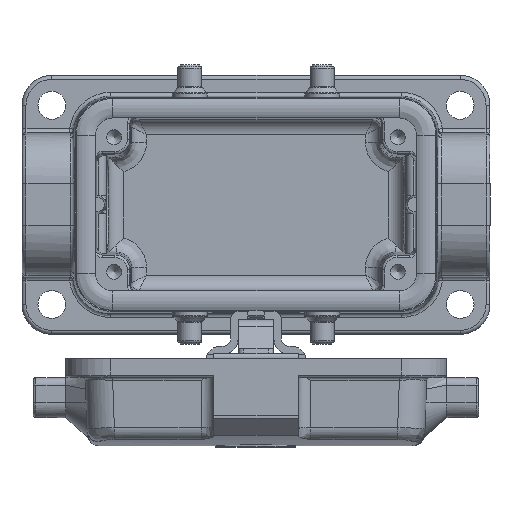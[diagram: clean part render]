
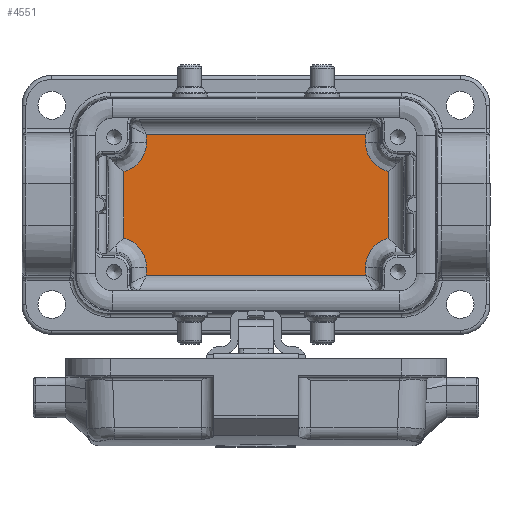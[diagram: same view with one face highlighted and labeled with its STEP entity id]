
A CAD part, top view. The second image highlights one B-rep face of the part: STEP entity #4551.
In plain terms, the highlighted planar face has unit normal (0, 0, 1).
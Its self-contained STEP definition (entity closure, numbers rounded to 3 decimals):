
#3847=FACE_OUTER_BOUND('',#6404,.T.);
#4551=ADVANCED_FACE('',(#3847),#5235,.F.);
#5235=PLANE('',#17744);
#6404=EDGE_LOOP('',(#7970,#7971,#7972,#7973,#7974,#7975,#7976,#7977,#7978,
#7979,#7980,#7981));
#7181=ELLIPSE('',#17695,6.002,6.);
#7183=ELLIPSE('',#17700,6.002,6.);
#7187=ELLIPSE('',#17707,6.002,6.);
#7189=ELLIPSE('',#17711,6.002,6.);
#7970=ORIENTED_EDGE('',*,*,#12775,.T.);
#7971=ORIENTED_EDGE('',*,*,#12824,.T.);
#7972=ORIENTED_EDGE('',*,*,#12825,.T.);
#7973=ORIENTED_EDGE('',*,*,#12826,.T.);
#7974=ORIENTED_EDGE('',*,*,#12771,.T.);
#7975=ORIENTED_EDGE('',*,*,#12763,.T.);
#7976=ORIENTED_EDGE('',*,*,#12761,.T.);
#7977=ORIENTED_EDGE('',*,*,#12799,.T.);
#7978=ORIENTED_EDGE('',*,*,#12827,.T.);
#7979=ORIENTED_EDGE('',*,*,#12795,.T.);
#7980=ORIENTED_EDGE('',*,*,#12756,.T.);
#7981=ORIENTED_EDGE('',*,*,#12751,.T.);
#11384=VERTEX_POINT('',#24885);
#11385=VERTEX_POINT('',#24887);
#11389=VERTEX_POINT('',#24900);
#11393=VERTEX_POINT('',#24938);
#11394=VERTEX_POINT('',#24940);
#11395=VERTEX_POINT('',#24976);
#11400=VERTEX_POINT('',#24990);
#11404=VERTEX_POINT('',#25030);
#11415=VERTEX_POINT('',#25098);
#11418=VERTEX_POINT('',#25134);
#11439=VERTEX_POINT('',#25237);
#11440=VERTEX_POINT('',#25239);
#12751=EDGE_CURVE('',#11385,#11384,#14503,.T.);
#12756=EDGE_CURVE('',#11389,#11385,#7181,.T.);
#12761=EDGE_CURVE('',#11394,#11393,#7183,.T.);
#12763=EDGE_CURVE('',#11395,#11394,#14504,.T.);
#12771=EDGE_CURVE('',#11400,#11395,#7187,.T.);
#12775=EDGE_CURVE('',#11384,#11404,#7189,.T.);
#12795=EDGE_CURVE('',#11418,#11389,#14513,.T.);
#12799=EDGE_CURVE('',#11393,#11415,#14516,.T.);
#12824=EDGE_CURVE('',#11404,#11439,#14530,.T.);
#12825=EDGE_CURVE('',#11439,#11440,#14531,.T.);
#12826=EDGE_CURVE('',#11440,#11400,#14532,.T.);
#12827=EDGE_CURVE('',#11415,#11418,#14533,.T.);
#14503=LINE('',#24886,#15514);
#14504=LINE('',#24975,#15515);
#14513=LINE('',#25169,#15524);
#14516=LINE('',#25177,#15527);
#14530=LINE('',#25236,#15541);
#14531=LINE('',#25238,#15542);
#14532=LINE('',#25240,#15543);
#14533=LINE('',#25241,#15544);
#15514=VECTOR('',#19426,1.);
#15515=VECTOR('',#19447,1.);
#15524=VECTOR('',#19504,1.);
#15527=VECTOR('',#19513,1.);
#15541=VECTOR('',#19559,1.);
#15542=VECTOR('',#19560,1.);
#15543=VECTOR('',#19561,1.);
#15544=VECTOR('',#19562,1.);
#17695=AXIS2_PLACEMENT_3D('',#24899,#19435,#19436);
#17700=AXIS2_PLACEMENT_3D('',#24939,#19445,#19446);
#17707=AXIS2_PLACEMENT_3D('',#24994,#19461,#19462);
#17711=AXIS2_PLACEMENT_3D('',#25031,#19469,#19470);
#17744=AXIS2_PLACEMENT_3D('',#25242,#19563,#19564);
#19426=DIRECTION('',(0.,-1.,0.));
#19435=DIRECTION('',(0.,0.,-1.));
#19436=DIRECTION('',(-0.707,0.707,0.));
#19445=DIRECTION('',(0.,0.,-1.));
#19446=DIRECTION('',(0.707,0.707,0.));
#19447=DIRECTION('',(0.,1.,0.));
#19461=DIRECTION('',(0.,0.,-1.));
#19462=DIRECTION('',(-0.707,0.707,0.));
#19469=DIRECTION('',(0.,0.,-1.));
#19470=DIRECTION('',(0.707,0.707,0.));
#19504=DIRECTION('',(0.,-1.,0.));
#19513=DIRECTION('',(0.,1.,0.));
#19559=DIRECTION('',(0.,-1.,0.));
#19560=DIRECTION('',(1.,0.,0.));
#19561=DIRECTION('',(0.,1.,0.));
#19562=DIRECTION('',(-1.,0.,0.));
#19563=DIRECTION('',(0.,0.,-1.));
#19564=DIRECTION('',(-1.,0.,0.));
#24885=CARTESIAN_POINT('',(-26.586,-6.704,-38.25));
#24886=CARTESIAN_POINT('',(-26.586,-9.482,-38.25));
#24887=CARTESIAN_POINT('',(-26.586,6.704,-38.25));
#24899=CARTESIAN_POINT('',(-28.006,12.535,-38.25));
#24900=CARTESIAN_POINT('',(-22.005,12.533,-38.25));
#24938=CARTESIAN_POINT('',(22.005,12.533,-38.25));
#24939=CARTESIAN_POINT('',(28.006,12.535,-38.25));
#24940=CARTESIAN_POINT('',(26.586,6.704,-38.25));
#24975=CARTESIAN_POINT('',(26.586,-17.75,-38.25));
#24976=CARTESIAN_POINT('',(26.586,-6.704,-38.25));
#24990=CARTESIAN_POINT('',(22.005,-12.533,-38.25));
#24994=CARTESIAN_POINT('',(28.006,-12.535,-38.25));
#25030=CARTESIAN_POINT('',(-22.005,-12.533,-38.25));
#25031=CARTESIAN_POINT('',(-28.006,-12.535,-38.25));
#25098=CARTESIAN_POINT('',(22.005,14.132,-38.25));
#25134=CARTESIAN_POINT('',(-22.005,14.132,-38.25));
#25169=CARTESIAN_POINT('',(-22.005,12.482,-38.25));
#25177=CARTESIAN_POINT('',(22.005,15.555,-38.25));
#25236=CARTESIAN_POINT('',(-22.005,-15.555,-38.25));
#25237=CARTESIAN_POINT('',(-22.005,-14.132,-38.25));
#25238=CARTESIAN_POINT('',(24.953,-14.132,-38.25));
#25239=CARTESIAN_POINT('',(22.005,-14.132,-38.25));
#25240=CARTESIAN_POINT('',(22.005,-12.482,-38.25));
#25241=CARTESIAN_POINT('',(24.953,14.132,-38.25));
#25242=CARTESIAN_POINT('',(24.953,-17.75,-38.25));
